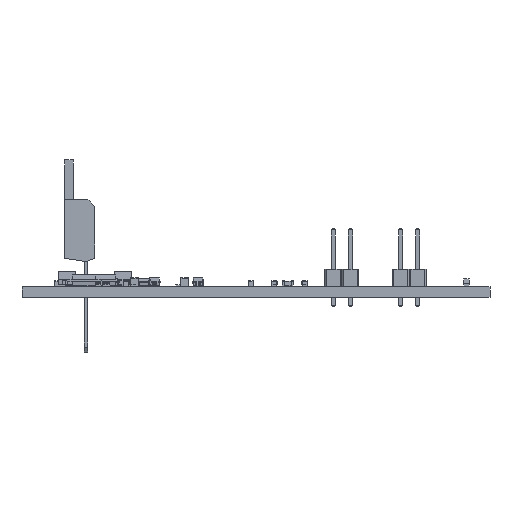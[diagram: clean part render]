
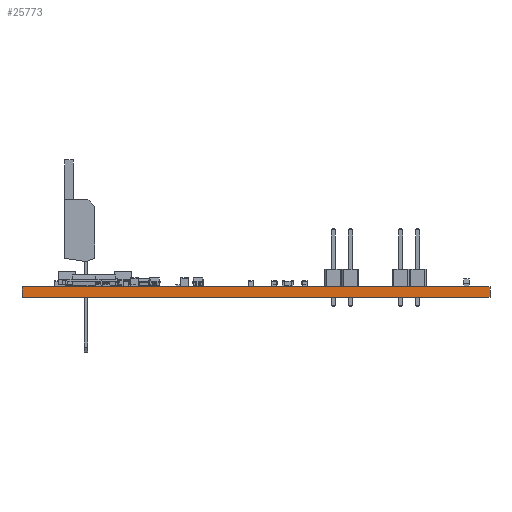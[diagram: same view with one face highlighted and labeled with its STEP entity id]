
A CAD part, left-side view. The second image highlights one B-rep face of the part: STEP entity #25773.
In plain terms, the highlighted planar face has unit normal (-1, 0.006, 0).
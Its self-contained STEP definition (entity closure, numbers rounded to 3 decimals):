
#23987 = EDGE_CURVE('',#23988,#23990,#23992,.T.);
#23988 = VERTEX_POINT('',#23989);
#23989 = CARTESIAN_POINT('',(55.721,-55.,0.));
#23990 = VERTEX_POINT('',#23991);
#23991 = CARTESIAN_POINT('',(55.721,-55.,1.51));
#23992 = LINE('',#23993,#23994);
#23993 = CARTESIAN_POINT('',(55.721,-55.,0.));
#23994 = VECTOR('',#23995,1.);
#23995 = DIRECTION('',(0.,0.,1.));
#24020 = VERTEX_POINT('',#24021);
#24021 = CARTESIAN_POINT('',(55.279,-124.5,1.51));
#24027 = EDGE_CURVE('',#24028,#24020,#24030,.T.);
#24028 = VERTEX_POINT('',#24029);
#24029 = CARTESIAN_POINT('',(55.279,-124.5,0.));
#24030 = LINE('',#24031,#24032);
#24031 = CARTESIAN_POINT('',(55.279,-124.5,0.));
#24032 = VECTOR('',#24033,1.);
#24033 = DIRECTION('',(0.,0.,1.));
#24051 = EDGE_CURVE('',#24028,#23988,#24052,.T.);
#24052 = LINE('',#24053,#24054);
#24053 = CARTESIAN_POINT('',(55.279,-124.5,0.));
#24054 = VECTOR('',#24055,1.);
#24055 = DIRECTION('',(0.006,1.,0.));
#24915 = EDGE_CURVE('',#24020,#23990,#24916,.T.);
#24916 = LINE('',#24917,#24918);
#24917 = CARTESIAN_POINT('',(55.279,-124.5,1.51));
#24918 = VECTOR('',#24919,1.);
#24919 = DIRECTION('',(0.006,1.,0.));
#25773 = ADVANCED_FACE('',(#25774),#25780,.T.);
#25774 = FACE_BOUND('',#25775,.T.);
#25775 = EDGE_LOOP('',(#25776,#25777,#25778,#25779));
#25776 = ORIENTED_EDGE('',*,*,#24027,.T.);
#25777 = ORIENTED_EDGE('',*,*,#24915,.T.);
#25778 = ORIENTED_EDGE('',*,*,#23987,.F.);
#25779 = ORIENTED_EDGE('',*,*,#24051,.F.);
#25780 = PLANE('',#25781);
#25781 = AXIS2_PLACEMENT_3D('',#25782,#25783,#25784);
#25782 = CARTESIAN_POINT('',(55.279,-124.5,0.));
#25783 = DIRECTION('',(-1.,0.006,0.));
#25784 = DIRECTION('',(0.006,1.,0.));
